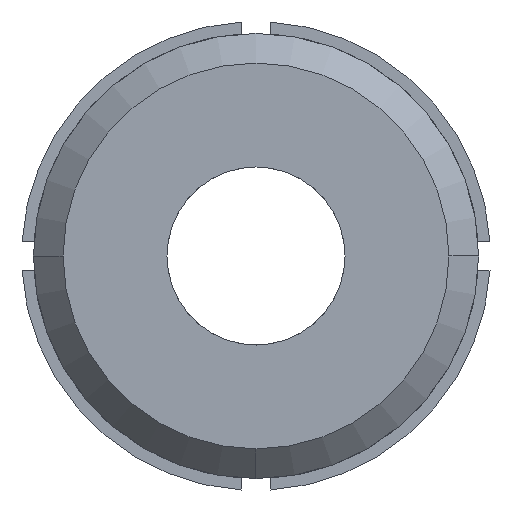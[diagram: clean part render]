
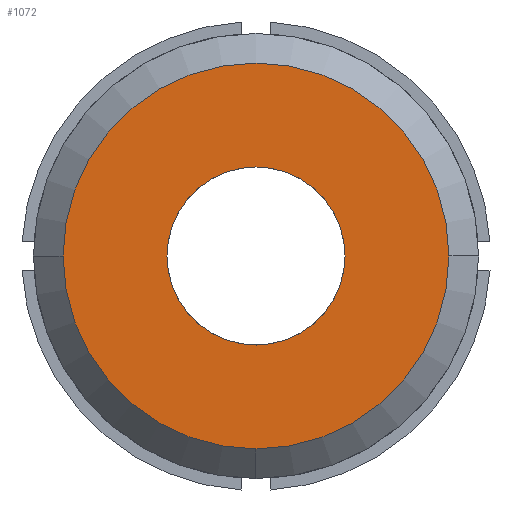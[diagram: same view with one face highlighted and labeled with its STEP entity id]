
A CAD part, left-side view. The second image highlights one B-rep face of the part: STEP entity #1072.
In plain terms, the highlighted planar face has unit normal (-1, 0, 0).
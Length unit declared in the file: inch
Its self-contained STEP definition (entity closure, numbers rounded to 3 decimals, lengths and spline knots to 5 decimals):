
#9 = CARTESIAN_POINT ( 'NONE',  ( 0., 0., 0. ) ) ;
#19 = EDGE_CURVE ( 'NONE', #1111, #1205, #510, .T. ) ;
#104 = ORIENTED_EDGE ( 'NONE', *, *, #1010, .T. ) ;
#121 = PLANE ( 'NONE',  #970 ) ;
#143 = CARTESIAN_POINT ( 'NONE',  ( 0., 0., -0.25591 ) ) ;
#153 = VERTEX_POINT ( 'NONE', #1136 ) ;
#154 = DIRECTION ( 'NONE',  ( 0., 0., 1. ) ) ;
#173 = CIRCLE ( 'NONE', #508, 0.25591 ) ;
#258 = DIRECTION ( 'NONE',  ( 1., 0., 0. ) ) ;
#280 = CARTESIAN_POINT ( 'NONE',  ( 0., 0., 0. ) ) ;
#287 = EDGE_CURVE ( 'NONE', #1108, #1111, #425, .T. ) ;
#291 = CARTESIAN_POINT ( 'NONE',  ( 0., -0.25591, 0. ) ) ;
#315 = CARTESIAN_POINT ( 'NONE',  ( 0., 0., 0. ) ) ;
#320 = DIRECTION ( 'NONE',  ( 1., 0., 0. ) ) ;
#425 = CIRCLE ( 'NONE', #1013, 0.25591 ) ;
#444 = CARTESIAN_POINT ( 'NONE',  ( 0., 0., 0. ) ) ;
#466 = ORIENTED_EDGE ( 'NONE', *, *, #1462, .T. ) ;
#508 = AXIS2_PLACEMENT_3D ( 'NONE', #728, #901, #1878 ) ;
#510 = CIRCLE ( 'NONE', #1333, 0.25591 ) ;
#622 = DIRECTION ( 'NONE',  ( 0., 0., -1. ) ) ;
#644 = DIRECTION ( 'NONE',  ( 0., 0., 1. ) ) ;
#650 = DIRECTION ( 'NONE',  ( 1., 0., 0. ) ) ;
#676 = CIRCLE ( 'NONE', #1296, 0.11811 ) ;
#728 = CARTESIAN_POINT ( 'NONE',  ( 0., 0., 0. ) ) ;
#812 = AXIS2_PLACEMENT_3D ( 'NONE', #9, #320, #644 ) ;
#844 = EDGE_CURVE ( 'NONE', #1205, #1108, #173, .T. ) ;
#851 = DIRECTION ( 'NONE',  ( 1., 0., 0. ) ) ;
#857 = ORIENTED_EDGE ( 'NONE', *, *, #19, .F. ) ;
#901 = DIRECTION ( 'NONE',  ( 1., 0., 0. ) ) ;
#903 = VERTEX_POINT ( 'NONE', #2058 ) ;
#961 = DIRECTION ( 'NONE',  ( 0., 0., 1. ) ) ;
#970 = AXIS2_PLACEMENT_3D ( 'NONE', #280, #2067, #622 ) ;
#999 = ORIENTED_EDGE ( 'NONE', *, *, #287, .F. ) ;
#1010 = EDGE_CURVE ( 'NONE', #153, #903, #676, .T. ) ;
#1013 = AXIS2_PLACEMENT_3D ( 'NONE', #1342, #851, #1518 ) ;
#1072 = ADVANCED_FACE ( 'NONE', ( #1095, #2084 ), #121, .F. ) ;
#1095 = FACE_BOUND ( 'NONE', #1315, .T. ) ;
#1108 = VERTEX_POINT ( 'NONE', #143 ) ;
#1110 = CARTESIAN_POINT ( 'NONE',  ( 0., 0., 0.11811 ) ) ;
#1111 = VERTEX_POINT ( 'NONE', #1281 ) ;
#1120 = EDGE_LOOP ( 'NONE', ( #1829, #857, #999 ) ) ;
#1136 = CARTESIAN_POINT ( 'NONE',  ( 0., -0.11811, 0. ) ) ;
#1205 = VERTEX_POINT ( 'NONE', #291 ) ;
#1231 = CARTESIAN_POINT ( 'NONE',  ( 0., 0., 0. ) ) ;
#1281 = CARTESIAN_POINT ( 'NONE',  ( 0., 0.25591, 0. ) ) ;
#1295 = ORIENTED_EDGE ( 'NONE', *, *, #2012, .T. ) ;
#1296 = AXIS2_PLACEMENT_3D ( 'NONE', #444, #2076, #961 ) ;
#1315 = EDGE_LOOP ( 'NONE', ( #1295, #466, #104 ) ) ;
#1333 = AXIS2_PLACEMENT_3D ( 'NONE', #1231, #258, #1402 ) ;
#1342 = CARTESIAN_POINT ( 'NONE',  ( 0., 0., 0. ) ) ;
#1402 = DIRECTION ( 'NONE',  ( 0., 0., -1. ) ) ;
#1453 = CIRCLE ( 'NONE', #1594, 0.11811 ) ;
#1462 = EDGE_CURVE ( 'NONE', #1954, #153, #1509, .T. ) ;
#1509 = CIRCLE ( 'NONE', #812, 0.11811 ) ;
#1518 = DIRECTION ( 'NONE',  ( 0., 0., -1. ) ) ;
#1594 = AXIS2_PLACEMENT_3D ( 'NONE', #315, #650, #154 ) ;
#1829 = ORIENTED_EDGE ( 'NONE', *, *, #844, .F. ) ;
#1878 = DIRECTION ( 'NONE',  ( 0., 0., -1. ) ) ;
#1954 = VERTEX_POINT ( 'NONE', #1110 ) ;
#2012 = EDGE_CURVE ( 'NONE', #903, #1954, #1453, .T. ) ;
#2058 = CARTESIAN_POINT ( 'NONE',  ( 0., 0.11811, 0. ) ) ;
#2067 = DIRECTION ( 'NONE',  ( 1., 0., 0. ) ) ;
#2076 = DIRECTION ( 'NONE',  ( 1., 0., 0. ) ) ;
#2084 = FACE_OUTER_BOUND ( 'NONE', #1120, .T. ) ;
